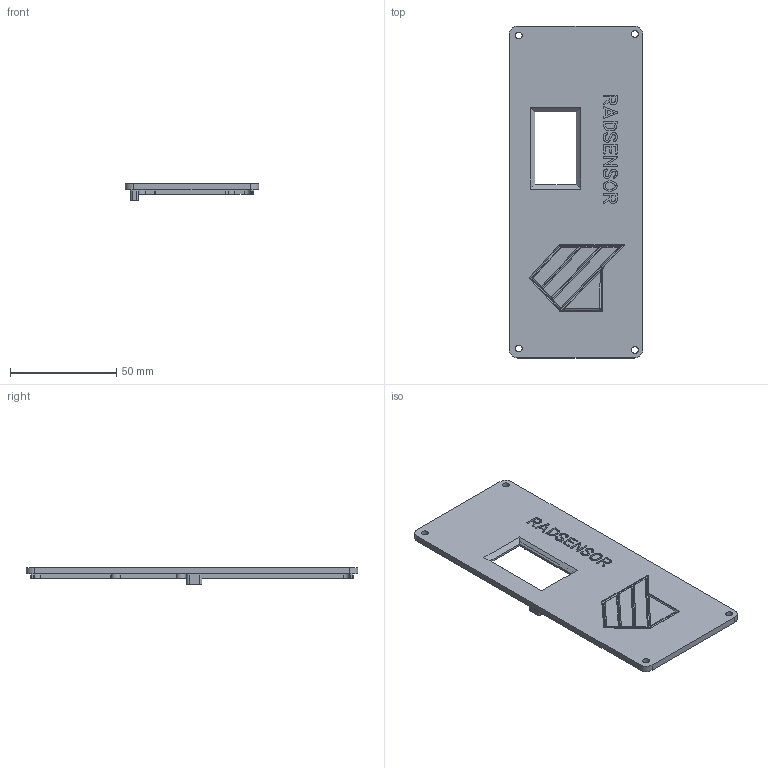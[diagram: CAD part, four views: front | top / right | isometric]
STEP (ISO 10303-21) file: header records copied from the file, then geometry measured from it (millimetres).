
FILE_DESCRIPTION(/* description */ (''),/* implementation_level */ '2;1');
FILE_NAME(/* name */ 'Cover_1.1.stp',/* time_stamp */ '2022-10-06T11:18:52+03:00',/* author */ ('radch'),/* organization */ (''),/* preprocessor_version */ 'ST-DEVELOPER v18.1',/* originating_system */ 'Autodesk Inventor 2021',/* authorisation */ '');
FILE_SCHEMA (('AUTOMOTIVE_DESIGN { 1 0 10303 214 3 1 1 }'));
Length unit declared in the file: millimetre
Products named in the file (1): Cover_1.1
Bounding box: 63 x 156.5 x 7.9 mm (x, y, z)
Volume: 26686 mm3; surface area: 22924.1 mm2
Topology: 1 solids, 1 shells, 347 faces, 912 edges, 591 vertices
Faces by surface type: plane 144, bspline 116, cylinder 78, torus 9
Full cylindrical faces by diameter (mm): 2.7 x4, 3.2 x4, 4.5 x4
Entity records: 10966 total; most frequent: CARTESIAN_POINT 3008, ORIENTED_EDGE 1814, DIRECTION 1311, EDGE_CURVE 907, VERTEX_POINT 591, LINE 523, VECTOR 523, AXIS2_PLACEMENT_3D 394
